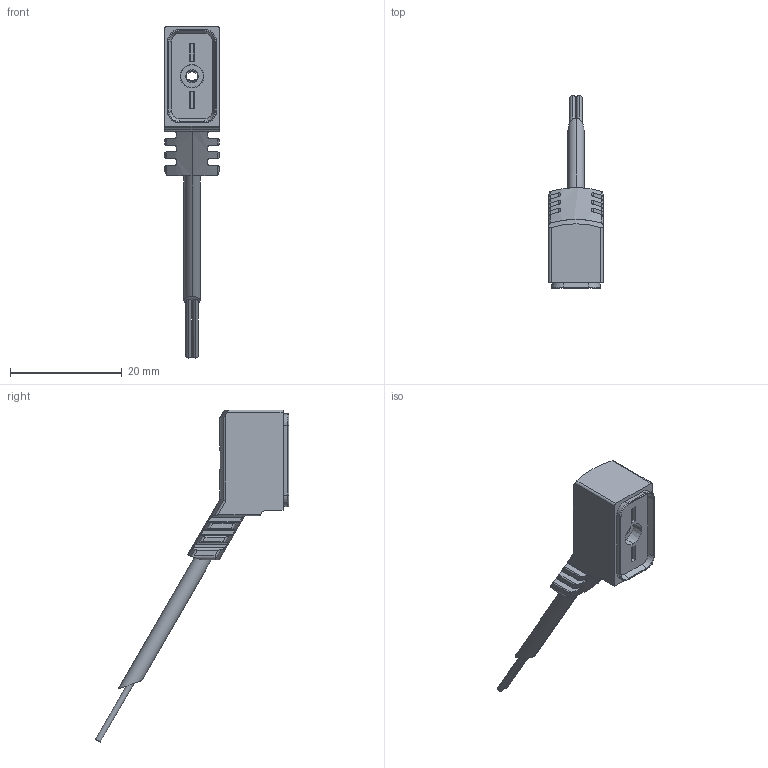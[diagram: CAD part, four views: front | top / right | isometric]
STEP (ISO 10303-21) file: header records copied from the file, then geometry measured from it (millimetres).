
FILE_DESCRIPTION (( 'STEP AP203' ), '1' );
FILE_NAME ('SE_01_1_4001_2.STEP', '2020-10-21T10:28:33', ( '' ), ( '' ), 'SwSTEP 2.0', 'SolidWorks 2017', '' );
FILE_SCHEMA (( 'CONFIG_CONTROL_DESIGN' ));
Length unit declared in the file: millimetre
Products named in the file (1): SE_01_1_4001_2
Bounding box: 9.7 x 34.66 x 59.55 mm (x, y, z)
Volume: 2476 mm3; surface area: 1882.6 mm2
Topology: 1 solids, 1 shells, 170 faces, 455 edges, 296 vertices
Faces by surface type: cylinder 76, plane 71, cone 15, torus 8
Entity records: 5599 total; most frequent: CARTESIAN_POINT 1516, ORIENTED_EDGE 910, DIRECTION 755, EDGE_CURVE 455, VERTEX_POINT 296, AXIS2_PLACEMENT_3D 261, LINE 233, VECTOR 233
